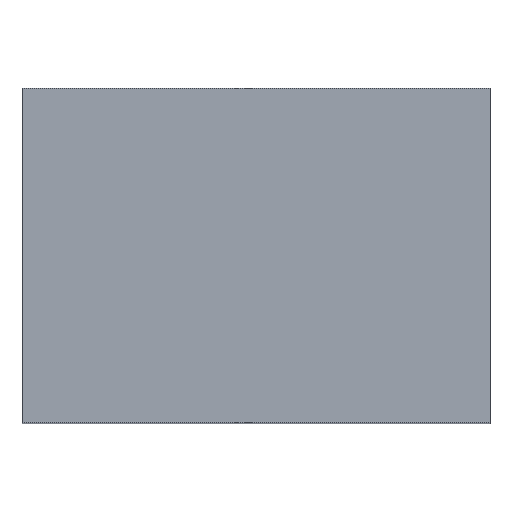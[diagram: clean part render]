
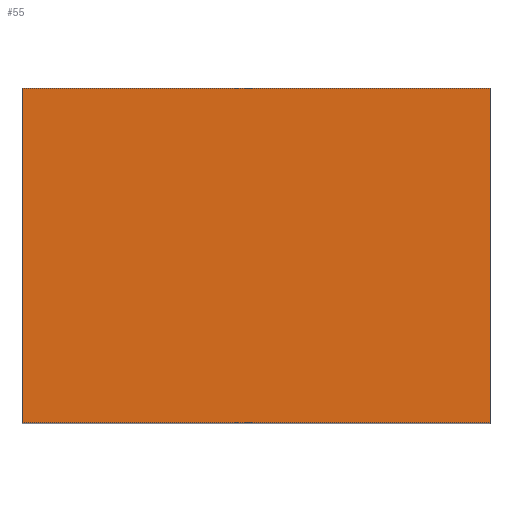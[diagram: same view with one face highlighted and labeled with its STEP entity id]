
A CAD part, top view. The second image highlights one B-rep face of the part: STEP entity #55.
In plain terms, the highlighted planar face has unit normal (0, 0, 1).
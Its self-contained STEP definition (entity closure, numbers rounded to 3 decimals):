
#55=ADVANCED_FACE('',(#145),#147,.T.);
#145=FACE_BOUND('',#146,.T.);
#146=EDGE_LOOP('',(#184,#185,#186,#187));
#147=PLANE('',#148);
#148=AXIS2_PLACEMENT_3D('',#149,#150,#151);
#149=CARTESIAN_POINT('',(0.,0.,7.));
#150=DIRECTION('',(0.,0.,1.));
#151=DIRECTION('',(-1.,0.,0.));
#184=ORIENTED_EDGE('',*,*,#205,.T.);
#185=ORIENTED_EDGE('',*,*,#203,.T.);
#186=ORIENTED_EDGE('',*,*,#201,.T.);
#187=ORIENTED_EDGE('',*,*,#199,.T.);
#199=EDGE_CURVE('',#228,#226,#229,.T.);
#201=EDGE_CURVE('',#231,#228,#232,.T.);
#203=EDGE_CURVE('',#234,#231,#235,.T.);
#205=EDGE_CURVE('',#226,#234,#237,.T.);
#226=VERTEX_POINT('',#284);
#228=VERTEX_POINT('',#288);
#229=LINE('',#289,#290);
#231=VERTEX_POINT('',#295);
#232=LINE('',#296,#297);
#234=VERTEX_POINT('',#302);
#235=LINE('',#303,#304);
#237=LINE('',#309,#310);
#284=CARTESIAN_POINT('',(-7.,0.,7.));
#288=CARTESIAN_POINT('',(0.,0.,7.));
#289=CARTESIAN_POINT('',(0.,0.,7.));
#290=VECTOR('',#291,1.);
#291=DIRECTION('',(-1.,0.,0.));
#295=CARTESIAN_POINT('',(0.,-5.,7.));
#296=CARTESIAN_POINT('',(0.,-5.,7.));
#297=VECTOR('',#298,1.);
#298=DIRECTION('',(0.,1.,0.));
#302=CARTESIAN_POINT('',(-7.,-5.,7.));
#303=CARTESIAN_POINT('',(-7.,-5.,7.));
#304=VECTOR('',#305,1.);
#305=DIRECTION('',(1.,0.,0.));
#309=CARTESIAN_POINT('',(-7.,0.,7.));
#310=VECTOR('',#311,1.);
#311=DIRECTION('',(0.,-1.,0.));
